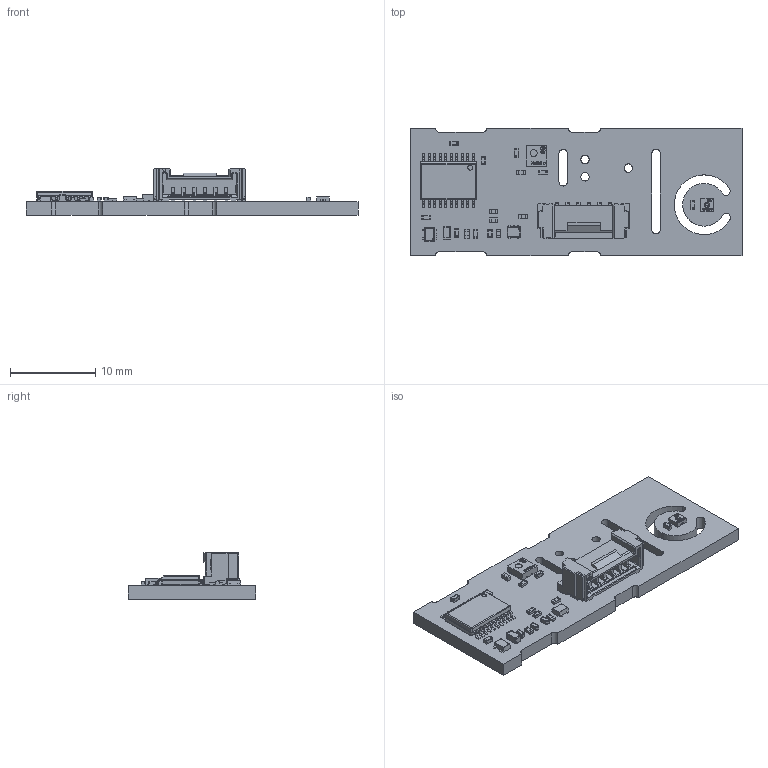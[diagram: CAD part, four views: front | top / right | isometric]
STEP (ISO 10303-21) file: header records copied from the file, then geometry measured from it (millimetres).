
FILE_DESCRIPTION(('Open CASCADE Model'),'2;1');
FILE_NAME('Open CASCADE Shape Model','2021-06-10T15:04:45',('Author'),( 'Open CASCADE'),'Open CASCADE STEP processor 6.8','Open CASCADE 6.8' ,'Unknown');
FILE_SCHEMA(('AUTOMOTIVE_DESIGN { 1 0 10303 214 1 1 1 1 }'));
Length unit declared in the file: millimetre
Products named in the file (85): PCB; Board; Open CASCADE STEP translator 6.8 2.1.1; Open CASCADE STEP translator 6.8 2.1.1.1; Sen1; 140509-01_Publikationsmodell_SHT4x; C8; 6100014080; Terminal; Open_CASCADE_STEP_translator_6.8_50.1.1; Open_CASCADE_STEP_translator_6.8_50.1.2; Mid_Body; Open_CASCADE_STEP_translator_6.8_50.2.1; R5; 6100017600; Open_CASCADE_STEP_translator_6.8_62.2.1; Mark; R4; 6100010560; R3; C10; 6100013360; C5; 6100017200; ST1; 5055670671_RGB4408131; Open CASCADE STEP translator 6.8 2.9.1.1; Open CASCADE STEP translator 6.8 2.9.1.2; C4; R2; 6100012960; R1; D1; 6100012480; Open_CASCADE_STEP_translator_6.8_12.1; Body; Open_CASCADE_STEP_translator_6.8_12.2.1; lead; Sen2; 138226-02_Publikationsmodell_SGP41 ...
Assembly tree (123 placements, depth 5):
  PCB
    Board
      Open CASCADE STEP translator 6.8 2.1.1
        Open CASCADE STEP translator 6.8 2.1.1.1
    Sen1
      140509-01_Publikationsmodell_SHT4x
    C8
      6100014080
        Terminal
          Open_CASCADE_STEP_translator_6.8_50.1.1
          Open_CASCADE_STEP_translator_6.8_50.1.2
        Mid_Body
          Open_CASCADE_STEP_translator_6.8_50.2.1
    R5
      6100017600
        Mid_Body
        Terminal  x2
          Open_CASCADE_STEP_translator_6.8_62.2.1
        Mark
    R4
      6100010560
        Mid_Body
        Terminal  x2
          Open_CASCADE_STEP_translator_6.8_62.2.1
        Mark
    R3
      6100017600
        Mid_Body
        Terminal  x2
          Open_CASCADE_STEP_translator_6.8_62.2.1
        Mark
    C10
      6100013360
        Terminal
          Open_CASCADE_STEP_translator_6.8_50.1.1
          Open_CASCADE_STEP_translator_6.8_50.1.2
        Mid_Body
          Open_CASCADE_STEP_translator_6.8_50.2.1
    C5
      6100017200
        Terminal
          Open_CASCADE_STEP_translator_6.8_50.1.1
          Open_CASCADE_STEP_translator_6.8_50.1.2
        Mid_Body
          Open_CASCADE_STEP_translator_6.8_50.2.1
    ST1
      5055670671_RGB4408131
        Open CASCADE STEP translator 6.8 2.9.1.1
        Open CASCADE STEP translator 6.8 2.9.1.2
    C4
      6100017200
        Terminal
          Open_CASCADE_STEP_translator_6.8_50.1.1
          Open_CASCADE_STEP_translator_6.8_50.1.2
        Mid_Body
          Open_CASCADE_STEP_translator_6.8_50.2.1
    R2
      6100012960
        Mid_Body
        Terminal  x2
Bounding box: 39 x 15 x 5.48 mm (x, y, z)
Volume: 1010.7 mm3; surface area: 1910.6 mm2
Topology: 113 solids, 116 shells, 2077 faces, 4897 edges, 3003 vertices
Faces by surface type: plane 1442, cylinder 418, sphere 106, bspline 103, torus 4, cone 4
Full cylindrical faces by diameter (mm): 0.15 x2, 0.562 x1, 0.991 x3
Entity records: 49172 total; most frequent: CARTESIAN_POINT 12987, ORIENTED_EDGE 5923, DIRECTION 5638, EDGE_CURVE 2963, LINE 2344, VECTOR 2344, VERTEX_POINT 1891, AXIS2_PLACEMENT_3D 1647
